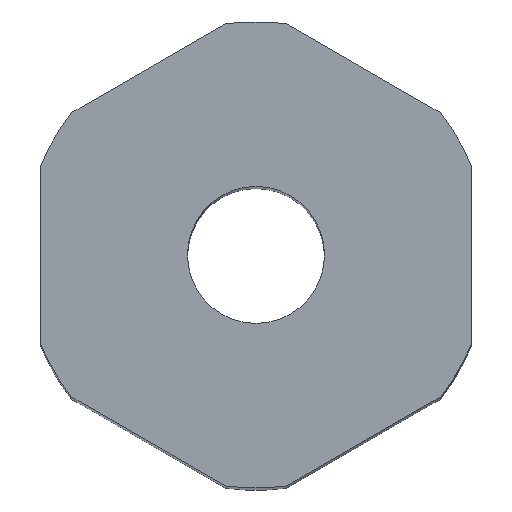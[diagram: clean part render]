
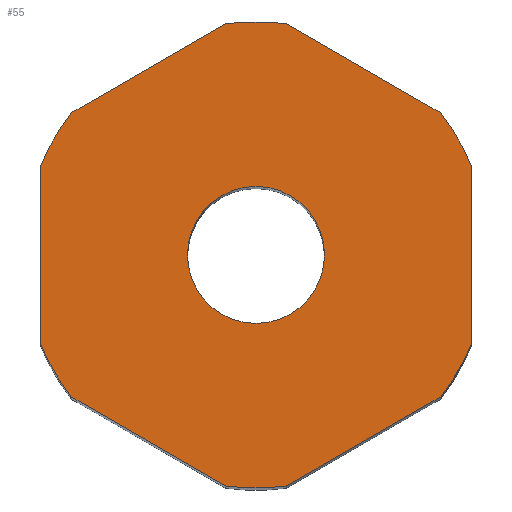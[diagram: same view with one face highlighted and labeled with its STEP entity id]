
A CAD part, top view. The second image highlights one B-rep face of the part: STEP entity #55.
In plain terms, the highlighted planar face has unit normal (0, 0, 1).
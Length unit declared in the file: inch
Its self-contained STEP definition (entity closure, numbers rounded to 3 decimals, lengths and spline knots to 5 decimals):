
#6 = CIRCLE ( 'NONE', #565, 0.27047 ) ;
#7 = VECTOR ( 'NONE', #372, 39.37008 ) ;
#13 = ORIENTED_EDGE ( 'NONE', *, *, #470, .T. ) ;
#17 = EDGE_CURVE ( 'NONE', #125, #410, #191, .T. ) ;
#21 = FACE_BOUND ( 'NONE', #141, .T. ) ;
#23 = AXIS2_PLACEMENT_3D ( 'NONE', #42, #47, #409 ) ;
#24 = DIRECTION ( 'NONE',  ( 0., 0., 1. ) ) ;
#26 = CARTESIAN_POINT ( 'NONE',  ( -0.03509, 0.26819, 0.75 ) ) ;
#36 = CARTESIAN_POINT ( 'NONE',  ( -0.1249, 0.21634, 0.75 ) ) ;
#38 = EDGE_CURVE ( 'NONE', #345, #228, #447, .T. ) ;
#39 = CARTESIAN_POINT ( 'NONE',  ( 0., 0., 0.75 ) ) ;
#41 = CIRCLE ( 'NONE', #145, 0.27047 ) ;
#42 = CARTESIAN_POINT ( 'NONE',  ( 0., 0., 0.75 ) ) ;
#47 = DIRECTION ( 'NONE',  ( 0., 0., 1. ) ) ;
#48 = ORIENTED_EDGE ( 'NONE', *, *, #582, .T. ) ;
#49 = CARTESIAN_POINT ( 'NONE',  ( -0.21471, 0.16449, 0.75 ) ) ;
#54 = CARTESIAN_POINT ( 'NONE',  ( 0., 0., 0.75 ) ) ;
#55 = ADVANCED_FACE ( 'NONE', ( #21, #238 ), #151, .T. ) ;
#61 = DIRECTION ( 'NONE',  ( 0., 0., 1. ) ) ;
#68 = CARTESIAN_POINT ( 'NONE',  ( -0.0795, 0., 0.75 ) ) ;
#81 = CARTESIAN_POINT ( 'NONE',  ( -0.03509, -0.26819, 0.75 ) ) ;
#83 = CARTESIAN_POINT ( 'NONE',  ( -0.2498, 0.1037, 0.75 ) ) ;
#93 = ORIENTED_EDGE ( 'NONE', *, *, #38, .F. ) ;
#107 = CARTESIAN_POINT ( 'NONE',  ( 0., 0., 0.75 ) ) ;
#118 = VERTEX_POINT ( 'NONE', #422 ) ;
#120 = CARTESIAN_POINT ( 'NONE',  ( 0.0795, 0., 0.75 ) ) ;
#122 = DIRECTION ( 'NONE',  ( 0., 0., 1. ) ) ;
#125 = VERTEX_POINT ( 'NONE', #425 ) ;
#127 = ORIENTED_EDGE ( 'NONE', *, *, #17, .T. ) ;
#141 = EDGE_LOOP ( 'NONE', ( #93, #443 ) ) ;
#144 = CIRCLE ( 'NONE', #535, 0.0795 ) ;
#145 = AXIS2_PLACEMENT_3D ( 'NONE', #334, #190, #327 ) ;
#151 = PLANE ( 'NONE',  #408 ) ;
#155 = EDGE_CURVE ( 'NONE', #215, #125, #6, .T. ) ;
#168 = VERTEX_POINT ( 'NONE', #26 ) ;
#174 = VERTEX_POINT ( 'NONE', #285 ) ;
#175 = EDGE_CURVE ( 'NONE', #118, #168, #388, .T. ) ;
#190 = DIRECTION ( 'NONE',  ( 0., 0., 1. ) ) ;
#191 = LINE ( 'NONE', #512, #426 ) ;
#204 = DIRECTION ( 'NONE',  ( 1., 0., 0. ) ) ;
#207 = EDGE_CURVE ( 'NONE', #573, #118, #337, .T. ) ;
#213 = AXIS2_PLACEMENT_3D ( 'NONE', #411, #495, #457 ) ;
#215 = VERTEX_POINT ( 'NONE', #391 ) ;
#218 = EDGE_CURVE ( 'NONE', #228, #345, #144, .T. ) ;
#228 = VERTEX_POINT ( 'NONE', #120 ) ;
#238 = FACE_OUTER_BOUND ( 'NONE', #316, .T. ) ;
#249 = CARTESIAN_POINT ( 'NONE',  ( 0., 0., 0.75 ) ) ;
#255 = CARTESIAN_POINT ( 'NONE',  ( 0.1249, 0.21634, 0.75 ) ) ;
#272 = ORIENTED_EDGE ( 'NONE', *, *, #381, .T. ) ;
#273 = CARTESIAN_POINT ( 'NONE',  ( -0.2498, 0., 0.75 ) ) ;
#284 = CARTESIAN_POINT ( 'NONE',  ( 0.1249, -0.21634, 0.75 ) ) ;
#285 = CARTESIAN_POINT ( 'NONE',  ( 0.03509, -0.26819, 0.75 ) ) ;
#289 = CARTESIAN_POINT ( 'NONE',  ( -0.1249, -0.21634, 0.75 ) ) ;
#292 = DIRECTION ( 'NONE',  ( 0., 0., 1. ) ) ;
#294 = DIRECTION ( 'NONE',  ( 0., 0., 1. ) ) ;
#297 = DIRECTION ( 'NONE',  ( -0.866, -0.5, 0. ) ) ;
#298 = ORIENTED_EDGE ( 'NONE', *, *, #401, .T. ) ;
#301 = ORIENTED_EDGE ( 'NONE', *, *, #207, .T. ) ;
#305 = AXIS2_PLACEMENT_3D ( 'NONE', #249, #24, #204 ) ;
#308 = ORIENTED_EDGE ( 'NONE', *, *, #568, .T. ) ;
#316 = EDGE_LOOP ( 'NONE', ( #127, #298, #301, #365, #351, #13, #272, #496, #455, #308, #48, #450 ) ) ;
#327 = DIRECTION ( 'NONE',  ( 1., 0., 0. ) ) ;
#329 = EDGE_CURVE ( 'NONE', #168, #452, #442, .T. ) ;
#334 = CARTESIAN_POINT ( 'NONE',  ( 0., 0., 0.75 ) ) ;
#337 = LINE ( 'NONE', #255, #547 ) ;
#338 = VECTOR ( 'NONE', #297, 39.37008 ) ;
#345 = VERTEX_POINT ( 'NONE', #68 ) ;
#351 = ORIENTED_EDGE ( 'NONE', *, *, #329, .T. ) ;
#355 = DIRECTION ( 'NONE',  ( 1., 0., 0. ) ) ;
#362 = VERTEX_POINT ( 'NONE', #81 ) ;
#365 = ORIENTED_EDGE ( 'NONE', *, *, #175, .T. ) ;
#372 = DIRECTION ( 'NONE',  ( 0.866, 0.5, 0. ) ) ;
#374 = CARTESIAN_POINT ( 'NONE',  ( 0.21471, 0.16449, 0.75 ) ) ;
#377 = DIRECTION ( 'NONE',  ( 0., 1., 0. ) ) ;
#378 = CIRCLE ( 'NONE', #213, 0.27047 ) ;
#381 = EDGE_CURVE ( 'NONE', #433, #509, #432, .T. ) ;
#388 = CIRCLE ( 'NONE', #305, 0.27047 ) ;
#391 = CARTESIAN_POINT ( 'NONE',  ( 0.21471, -0.16449, 0.75 ) ) ;
#396 = VERTEX_POINT ( 'NONE', #504 ) ;
#399 = CARTESIAN_POINT ( 'NONE',  ( 0.2498, 0.1037, 0.75 ) ) ;
#401 = EDGE_CURVE ( 'NONE', #410, #573, #378, .T. ) ;
#408 = AXIS2_PLACEMENT_3D ( 'NONE', #54, #294, #570 ) ;
#409 = DIRECTION ( 'NONE',  ( 1., 0., 0. ) ) ;
#410 = VERTEX_POINT ( 'NONE', #399 ) ;
#411 = CARTESIAN_POINT ( 'NONE',  ( 0., 0., 0.75 ) ) ;
#420 = DIRECTION ( 'NONE',  ( 1., 0., 0. ) ) ;
#422 = CARTESIAN_POINT ( 'NONE',  ( 0.03509, 0.26819, 0.75 ) ) ;
#423 = LINE ( 'NONE', #289, #538 ) ;
#425 = CARTESIAN_POINT ( 'NONE',  ( 0.2498, -0.1037, 0.75 ) ) ;
#426 = VECTOR ( 'NONE', #377, 39.37008 ) ;
#432 = LINE ( 'NONE', #273, #587 ) ;
#433 = VERTEX_POINT ( 'NONE', #83 ) ;
#440 = DIRECTION ( 'NONE',  ( -0.866, 0.5, 0. ) ) ;
#442 = LINE ( 'NONE', #36, #338 ) ;
#443 = ORIENTED_EDGE ( 'NONE', *, *, #218, .F. ) ;
#447 = CIRCLE ( 'NONE', #577, 0.0795 ) ;
#450 = ORIENTED_EDGE ( 'NONE', *, *, #155, .T. ) ;
#451 = DIRECTION ( 'NONE',  ( 0., -1., 0. ) ) ;
#452 = VERTEX_POINT ( 'NONE', #49 ) ;
#455 = ORIENTED_EDGE ( 'NONE', *, *, #537, .T. ) ;
#457 = DIRECTION ( 'NONE',  ( 1., 0., 0. ) ) ;
#458 = CIRCLE ( 'NONE', #23, 0.27047 ) ;
#463 = EDGE_CURVE ( 'NONE', #509, #396, #458, .T. ) ;
#470 = EDGE_CURVE ( 'NONE', #452, #433, #548, .T. ) ;
#474 = DIRECTION ( 'NONE',  ( 1., 0., 0. ) ) ;
#495 = DIRECTION ( 'NONE',  ( 0., 0., 1. ) ) ;
#496 = ORIENTED_EDGE ( 'NONE', *, *, #463, .T. ) ;
#497 = AXIS2_PLACEMENT_3D ( 'NONE', #39, #588, #355 ) ;
#504 = CARTESIAN_POINT ( 'NONE',  ( -0.21471, -0.16449, 0.75 ) ) ;
#509 = VERTEX_POINT ( 'NONE', #551 ) ;
#512 = CARTESIAN_POINT ( 'NONE',  ( 0.2498, 0., 0.75 ) ) ;
#515 = DIRECTION ( 'NONE',  ( 0.866, -0.5, 0. ) ) ;
#522 = CARTESIAN_POINT ( 'NONE',  ( 0., 0., 0.75 ) ) ;
#535 = AXIS2_PLACEMENT_3D ( 'NONE', #576, #122, #580 ) ;
#537 = EDGE_CURVE ( 'NONE', #396, #362, #423, .T. ) ;
#538 = VECTOR ( 'NONE', #515, 39.37008 ) ;
#547 = VECTOR ( 'NONE', #440, 39.37008 ) ;
#548 = CIRCLE ( 'NONE', #497, 0.27047 ) ;
#551 = CARTESIAN_POINT ( 'NONE',  ( -0.2498, -0.1037, 0.75 ) ) ;
#565 = AXIS2_PLACEMENT_3D ( 'NONE', #107, #292, #474 ) ;
#568 = EDGE_CURVE ( 'NONE', #362, #174, #41, .T. ) ;
#569 = LINE ( 'NONE', #284, #7 ) ;
#570 = DIRECTION ( 'NONE',  ( 1., 0., 0. ) ) ;
#573 = VERTEX_POINT ( 'NONE', #374 ) ;
#576 = CARTESIAN_POINT ( 'NONE',  ( 0., 0., 0.75 ) ) ;
#577 = AXIS2_PLACEMENT_3D ( 'NONE', #522, #61, #420 ) ;
#580 = DIRECTION ( 'NONE',  ( 1., 0., 0. ) ) ;
#582 = EDGE_CURVE ( 'NONE', #174, #215, #569, .T. ) ;
#587 = VECTOR ( 'NONE', #451, 39.37008 ) ;
#588 = DIRECTION ( 'NONE',  ( 0., 0., 1. ) ) ;
